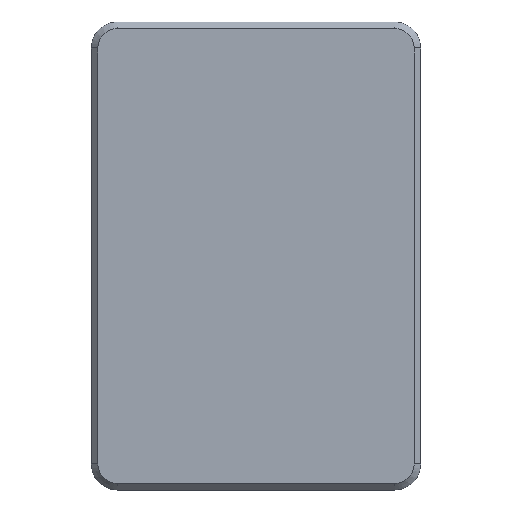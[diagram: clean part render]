
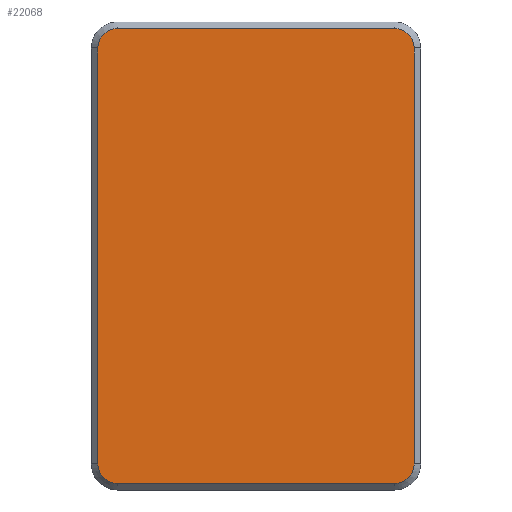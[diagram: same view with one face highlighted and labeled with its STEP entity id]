
A CAD part, top view. The second image highlights one B-rep face of the part: STEP entity #22068.
In plain terms, the highlighted planar face has unit normal (0, 0, 1).
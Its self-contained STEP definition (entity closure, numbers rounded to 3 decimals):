
#419 = VERTEX_POINT ( 'NONE', #16724 ) ;
#747 = AXIS2_PLACEMENT_3D ( 'NONE', #34103, #6685, #28646 ) ;
#812 = EDGE_LOOP ( 'NONE', ( #12715, #15846, #24611, #6640, #18299, #4970, #18088, #30239 ) ) ;
#1039 = DIRECTION ( 'NONE',  ( 0., 0., 1. ) ) ;
#1174 = EDGE_CURVE ( 'NONE', #25584, #419, #6029, .T. ) ;
#1380 = VECTOR ( 'NONE', #29637, 1000. ) ;
#1762 = CARTESIAN_POINT ( 'NONE',  ( -27.5, 475., 3.5 ) ) ;
#1811 = DIRECTION ( 'NONE',  ( -1., 0., 0. ) ) ;
#2046 = CARTESIAN_POINT ( 'NONE',  ( -27.5, 475., 3.5 ) ) ;
#2484 = VERTEX_POINT ( 'NONE', #19159 ) ;
#2530 = CIRCLE ( 'NONE', #26314, 22.5 ) ;
#3938 = DIRECTION ( 'NONE',  ( 1., 0., 0. ) ) ;
#3995 = LINE ( 'NONE', #17986, #17669 ) ;
#4970 = ORIENTED_EDGE ( 'NONE', *, *, #32751, .T. ) ;
#6029 = CIRCLE ( 'NONE', #26328, 22.5 ) ;
#6640 = ORIENTED_EDGE ( 'NONE', *, *, #30460, .T. ) ;
#6685 = DIRECTION ( 'NONE',  ( 0., 0., 1. ) ) ;
#7127 = DIRECTION ( 'NONE',  ( 1., 0., 0. ) ) ;
#7515 = LINE ( 'NONE', #18589, #1380 ) ;
#7918 = LINE ( 'NONE', #1762, #9329 ) ;
#7944 = LINE ( 'NONE', #13541, #29839 ) ;
#8237 = AXIS2_PLACEMENT_3D ( 'NONE', #18223, #24185, #21449 ) ;
#8824 = PLANE ( 'NONE',  #16725 ) ;
#9329 = VECTOR ( 'NONE', #35147, 1000. ) ;
#10299 = VERTEX_POINT ( 'NONE', #32438 ) ;
#12715 = ORIENTED_EDGE ( 'NONE', *, *, #29134, .T. ) ;
#13541 = CARTESIAN_POINT ( 'NONE',  ( -5., -27.5, 3.5 ) ) ;
#14573 = EDGE_CURVE ( 'NONE', #16756, #10299, #3995, .T. ) ;
#15110 = EDGE_CURVE ( 'NONE', #2484, #34292, #2530, .T. ) ;
#15846 = ORIENTED_EDGE ( 'NONE', *, *, #18631, .T. ) ;
#16258 = DIRECTION ( 'NONE',  ( 1., 0., 0. ) ) ;
#16395 = CIRCLE ( 'NONE', #747, 22.5 ) ;
#16724 = CARTESIAN_POINT ( 'NONE',  ( -5., -27.5, 3.5 ) ) ;
#16725 = AXIS2_PLACEMENT_3D ( 'NONE', #31515, #1039, #3938 ) ;
#16756 = VERTEX_POINT ( 'NONE', #20612 ) ;
#17669 = VECTOR ( 'NONE', #1811, 1000. ) ;
#17986 = CARTESIAN_POINT ( 'NONE',  ( 315., 497.5, 3.5 ) ) ;
#18088 = ORIENTED_EDGE ( 'NONE', *, *, #31366, .T. ) ;
#18223 = CARTESIAN_POINT ( 'NONE',  ( 315., 475., 3.5 ) ) ;
#18299 = ORIENTED_EDGE ( 'NONE', *, *, #15110, .T. ) ;
#18589 = CARTESIAN_POINT ( 'NONE',  ( 337.5, -5., 3.5 ) ) ;
#18631 = EDGE_CURVE ( 'NONE', #32763, #25584, #7918, .T. ) ;
#19159 = CARTESIAN_POINT ( 'NONE',  ( 315., -27.5, 3.5 ) ) ;
#20612 = CARTESIAN_POINT ( 'NONE',  ( 315., 497.5, 3.5 ) ) ;
#20910 = DIRECTION ( 'NONE',  ( 0., 0., 1. ) ) ;
#21449 = DIRECTION ( 'NONE',  ( 1., 0., 0. ) ) ;
#21696 = VERTEX_POINT ( 'NONE', #24289 ) ;
#21715 = CARTESIAN_POINT ( 'NONE',  ( -27.5, -5., 3.5 ) ) ;
#22068 = ADVANCED_FACE ( 'NONE', ( #25895 ), #8824, .T. ) ;
#24185 = DIRECTION ( 'NONE',  ( 0., 0., 1. ) ) ;
#24289 = CARTESIAN_POINT ( 'NONE',  ( 337.5, 475., 3.5 ) ) ;
#24607 = CARTESIAN_POINT ( 'NONE',  ( 315., -5., 3.5 ) ) ;
#24611 = ORIENTED_EDGE ( 'NONE', *, *, #1174, .T. ) ;
#25584 = VERTEX_POINT ( 'NONE', #21715 ) ;
#25895 = FACE_OUTER_BOUND ( 'NONE', #812, .T. ) ;
#26314 = AXIS2_PLACEMENT_3D ( 'NONE', #24607, #35847, #16258 ) ;
#26328 = AXIS2_PLACEMENT_3D ( 'NONE', #34360, #20910, #7127 ) ;
#27345 = DIRECTION ( 'NONE',  ( 1., 0., 0. ) ) ;
#28646 = DIRECTION ( 'NONE',  ( 1., 0., 0. ) ) ;
#29134 = EDGE_CURVE ( 'NONE', #10299, #32763, #16395, .T. ) ;
#29637 = DIRECTION ( 'NONE',  ( 0., 1., 0. ) ) ;
#29839 = VECTOR ( 'NONE', #27345, 1000. ) ;
#30004 = CARTESIAN_POINT ( 'NONE',  ( 337.5, -5., 3.5 ) ) ;
#30239 = ORIENTED_EDGE ( 'NONE', *, *, #14573, .T. ) ;
#30253 = CIRCLE ( 'NONE', #8237, 22.5 ) ;
#30460 = EDGE_CURVE ( 'NONE', #419, #2484, #7944, .T. ) ;
#31366 = EDGE_CURVE ( 'NONE', #21696, #16756, #30253, .T. ) ;
#31515 = CARTESIAN_POINT ( 'NONE',  ( -5., 475., 3.5 ) ) ;
#32438 = CARTESIAN_POINT ( 'NONE',  ( -5., 497.5, 3.5 ) ) ;
#32751 = EDGE_CURVE ( 'NONE', #34292, #21696, #7515, .T. ) ;
#32763 = VERTEX_POINT ( 'NONE', #2046 ) ;
#34103 = CARTESIAN_POINT ( 'NONE',  ( -5., 475., 3.5 ) ) ;
#34292 = VERTEX_POINT ( 'NONE', #30004 ) ;
#34360 = CARTESIAN_POINT ( 'NONE',  ( -5., -5., 3.5 ) ) ;
#35147 = DIRECTION ( 'NONE',  ( 0., -1., 0. ) ) ;
#35847 = DIRECTION ( 'NONE',  ( 0., 0., 1. ) ) ;
